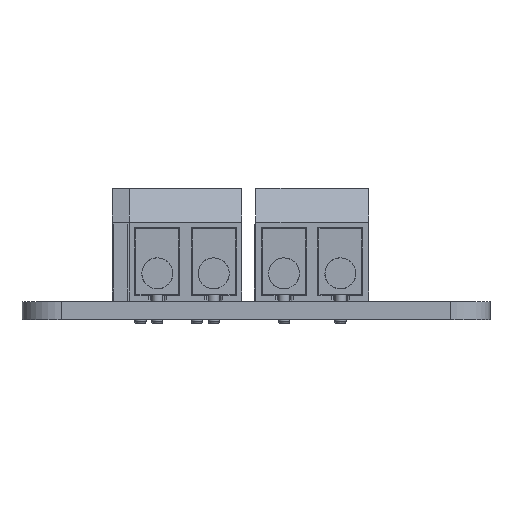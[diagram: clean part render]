
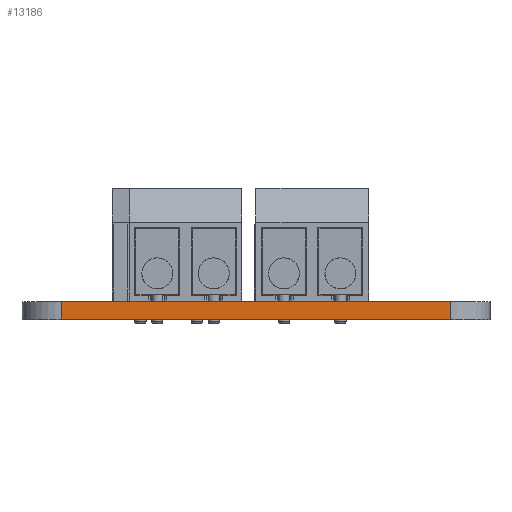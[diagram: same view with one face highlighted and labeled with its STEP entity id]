
A CAD part, front view. The second image highlights one B-rep face of the part: STEP entity #13186.
In plain terms, the highlighted planar face has unit normal (0, -1, 0).
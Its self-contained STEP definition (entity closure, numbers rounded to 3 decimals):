
#7867 = PLANE('',#7868);
#7868 = AXIS2_PLACEMENT_3D('',#7869,#7870,#7871);
#7869 = CARTESIAN_POINT('',(79.25,-82.5,1.6));
#7870 = DIRECTION('',(0.,0.,1.));
#7871 = DIRECTION('',(1.,0.,-0.));
#7922 = PLANE('',#7923);
#7923 = AXIS2_PLACEMENT_3D('',#7924,#7925,#7926);
#7924 = CARTESIAN_POINT('',(79.25,-82.5,0.));
#7925 = DIRECTION('',(0.,0.,1.));
#7926 = DIRECTION('',(1.,0.,-0.));
#7977 = CYLINDRICAL_SURFACE('',#7978,3.5);
#7978 = AXIS2_PLACEMENT_3D('',#7979,#7980,#7981);
#7979 = CARTESIAN_POINT('',(96.5,-111.5,0.));
#7980 = DIRECTION('',(-0.,-0.,-1.));
#7981 = DIRECTION('',(1.,0.,-0.));
#8144 = VERTEX_POINT('',#8145);
#8145 = CARTESIAN_POINT('',(62.,-115.,0.));
#8160 = CYLINDRICAL_SURFACE('',#8161,3.5);
#8161 = AXIS2_PLACEMENT_3D('',#8162,#8163,#8164);
#8162 = CARTESIAN_POINT('',(62.,-111.5,0.));
#8163 = DIRECTION('',(-0.,-0.,-1.));
#8164 = DIRECTION('',(1.,0.,-0.));
#8172 = EDGE_CURVE('',#8173,#8144,#8175,.T.);
#8173 = VERTEX_POINT('',#8174);
#8174 = CARTESIAN_POINT('',(96.5,-115.,0.));
#8175 = SURFACE_CURVE('',#8176,(#8180,#8187),.PCURVE_S1.);
#8176 = LINE('',#8177,#8178);
#8177 = CARTESIAN_POINT('',(96.5,-115.,0.));
#8178 = VECTOR('',#8179,1.);
#8179 = DIRECTION('',(-1.,0.,0.));
#8180 = PCURVE('',#7922,#8181);
#8181 = DEFINITIONAL_REPRESENTATION('',(#8182),#8186);
#8182 = LINE('',#8183,#8184);
#8183 = CARTESIAN_POINT('',(17.25,-32.5));
#8184 = VECTOR('',#8185,1.);
#8185 = DIRECTION('',(-1.,0.));
#8186 = ( GEOMETRIC_REPRESENTATION_CONTEXT(2) 
PARAMETRIC_REPRESENTATION_CONTEXT() REPRESENTATION_CONTEXT('2D SPACE',''
  ) );
#8187 = PCURVE('',#8188,#8193);
#8188 = PLANE('',#8189);
#8189 = AXIS2_PLACEMENT_3D('',#8190,#8191,#8192);
#8190 = CARTESIAN_POINT('',(96.5,-115.,0.));
#8191 = DIRECTION('',(0.,-1.,0.));
#8192 = DIRECTION('',(-1.,0.,0.));
#8193 = DEFINITIONAL_REPRESENTATION('',(#8194),#8198);
#8194 = LINE('',#8195,#8196);
#8195 = CARTESIAN_POINT('',(0.,-0.));
#8196 = VECTOR('',#8197,1.);
#8197 = DIRECTION('',(1.,0.));
#8198 = ( GEOMETRIC_REPRESENTATION_CONTEXT(2) 
PARAMETRIC_REPRESENTATION_CONTEXT() REPRESENTATION_CONTEXT('2D SPACE',''
  ) );
#10880 = VERTEX_POINT('',#10881);
#10881 = CARTESIAN_POINT('',(62.,-115.,1.6));
#10903 = EDGE_CURVE('',#10904,#10880,#10906,.T.);
#10904 = VERTEX_POINT('',#10905);
#10905 = CARTESIAN_POINT('',(96.5,-115.,1.6));
#10906 = SURFACE_CURVE('',#10907,(#10911,#10918),.PCURVE_S1.);
#10907 = LINE('',#10908,#10909);
#10908 = CARTESIAN_POINT('',(96.5,-115.,1.6));
#10909 = VECTOR('',#10910,1.);
#10910 = DIRECTION('',(-1.,0.,0.));
#10911 = PCURVE('',#7867,#10912);
#10912 = DEFINITIONAL_REPRESENTATION('',(#10913),#10917);
#10913 = LINE('',#10914,#10915);
#10914 = CARTESIAN_POINT('',(17.25,-32.5));
#10915 = VECTOR('',#10916,1.);
#10916 = DIRECTION('',(-1.,0.));
#10917 = ( GEOMETRIC_REPRESENTATION_CONTEXT(2) 
PARAMETRIC_REPRESENTATION_CONTEXT() REPRESENTATION_CONTEXT('2D SPACE',''
  ) );
#10918 = PCURVE('',#8188,#10919);
#10919 = DEFINITIONAL_REPRESENTATION('',(#10920),#10924);
#10920 = LINE('',#10921,#10922);
#10921 = CARTESIAN_POINT('',(0.,-1.6));
#10922 = VECTOR('',#10923,1.);
#10923 = DIRECTION('',(1.,0.));
#10924 = ( GEOMETRIC_REPRESENTATION_CONTEXT(2) 
PARAMETRIC_REPRESENTATION_CONTEXT() REPRESENTATION_CONTEXT('2D SPACE',''
  ) );
#13136 = EDGE_CURVE('',#8173,#10904,#13137,.T.);
#13137 = SURFACE_CURVE('',#13138,(#13142,#13149),.PCURVE_S1.);
#13138 = LINE('',#13139,#13140);
#13139 = CARTESIAN_POINT('',(96.5,-115.,0.));
#13140 = VECTOR('',#13141,1.);
#13141 = DIRECTION('',(0.,0.,1.));
#13142 = PCURVE('',#7977,#13143);
#13143 = DEFINITIONAL_REPRESENTATION('',(#13144),#13148);
#13144 = LINE('',#13145,#13146);
#13145 = CARTESIAN_POINT('',(-4.712,0.));
#13146 = VECTOR('',#13147,1.);
#13147 = DIRECTION('',(-0.,-1.));
#13148 = ( GEOMETRIC_REPRESENTATION_CONTEXT(2) 
PARAMETRIC_REPRESENTATION_CONTEXT() REPRESENTATION_CONTEXT('2D SPACE',''
  ) );
#13149 = PCURVE('',#8188,#13150);
#13150 = DEFINITIONAL_REPRESENTATION('',(#13151),#13155);
#13151 = LINE('',#13152,#13153);
#13152 = CARTESIAN_POINT('',(0.,-0.));
#13153 = VECTOR('',#13154,1.);
#13154 = DIRECTION('',(0.,-1.));
#13155 = ( GEOMETRIC_REPRESENTATION_CONTEXT(2) 
PARAMETRIC_REPRESENTATION_CONTEXT() REPRESENTATION_CONTEXT('2D SPACE',''
  ) );
#13186 = ADVANCED_FACE('',(#13187),#8188,.T.);
#13187 = FACE_BOUND('',#13188,.T.);
#13188 = EDGE_LOOP('',(#13189,#13190,#13191,#13212));
#13189 = ORIENTED_EDGE('',*,*,#13136,.T.);
#13190 = ORIENTED_EDGE('',*,*,#10903,.T.);
#13191 = ORIENTED_EDGE('',*,*,#13192,.F.);
#13192 = EDGE_CURVE('',#8144,#10880,#13193,.T.);
#13193 = SURFACE_CURVE('',#13194,(#13198,#13205),.PCURVE_S1.);
#13194 = LINE('',#13195,#13196);
#13195 = CARTESIAN_POINT('',(62.,-115.,0.));
#13196 = VECTOR('',#13197,1.);
#13197 = DIRECTION('',(0.,0.,1.));
#13198 = PCURVE('',#8188,#13199);
#13199 = DEFINITIONAL_REPRESENTATION('',(#13200),#13204);
#13200 = LINE('',#13201,#13202);
#13201 = CARTESIAN_POINT('',(34.5,0.));
#13202 = VECTOR('',#13203,1.);
#13203 = DIRECTION('',(0.,-1.));
#13204 = ( GEOMETRIC_REPRESENTATION_CONTEXT(2) 
PARAMETRIC_REPRESENTATION_CONTEXT() REPRESENTATION_CONTEXT('2D SPACE',''
  ) );
#13205 = PCURVE('',#8160,#13206);
#13206 = DEFINITIONAL_REPRESENTATION('',(#13207),#13211);
#13207 = LINE('',#13208,#13209);
#13208 = CARTESIAN_POINT('',(-4.712,0.));
#13209 = VECTOR('',#13210,1.);
#13210 = DIRECTION('',(-0.,-1.));
#13211 = ( GEOMETRIC_REPRESENTATION_CONTEXT(2) 
PARAMETRIC_REPRESENTATION_CONTEXT() REPRESENTATION_CONTEXT('2D SPACE',''
  ) );
#13212 = ORIENTED_EDGE('',*,*,#8172,.F.);
